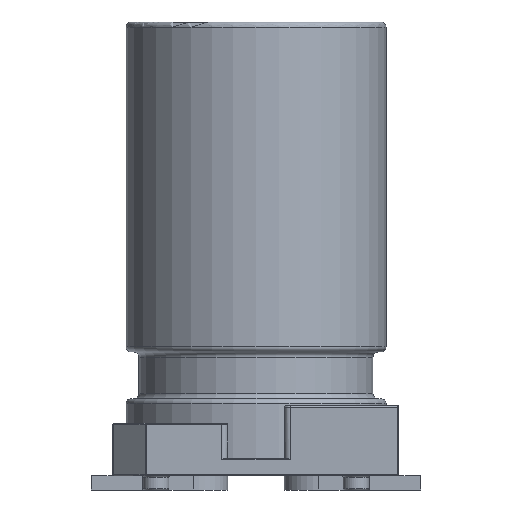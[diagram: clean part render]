
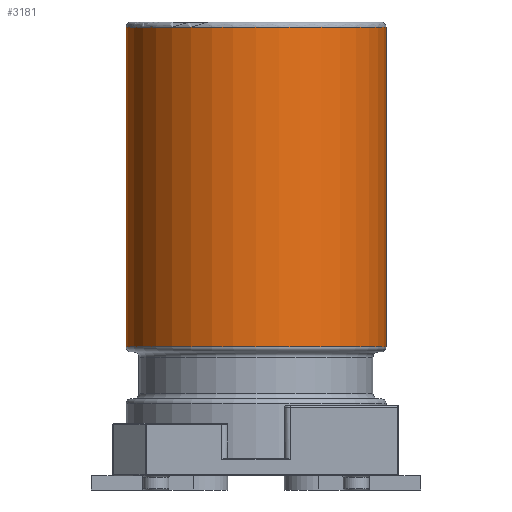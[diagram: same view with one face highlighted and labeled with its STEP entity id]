
A CAD part, front view. The second image highlights one B-rep face of the part: STEP entity #3181.
In plain terms, the highlighted cylindrical face has radius 1.5 mm (diameter 3 mm), a full revolution.
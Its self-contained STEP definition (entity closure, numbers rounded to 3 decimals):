
#260=CYLINDRICAL_SURFACE('',#3521,1.5);
#403=FACE_OUTER_BOUND('',#573,.T.);
#573=EDGE_LOOP('',(#2856,#2857,#2858,#2859,#2860,#2861));
#759=LINE('',#5908,#935);
#935=VECTOR('',#4322,1.5);
#1120=CIRCLE('',#3513,1.5);
#1121=CIRCLE('',#3514,1.5);
#1123=CIRCLE('',#3522,1.5);
#1124=CIRCLE('',#3523,1.5);
#1481=VERTEX_POINT('',#5895);
#1482=VERTEX_POINT('',#5897);
#1483=VERTEX_POINT('',#5907);
#1484=VERTEX_POINT('',#5909);
#1952=EDGE_CURVE('',#1481,#1482,#1120,.T.);
#1953=EDGE_CURVE('',#1482,#1481,#1121,.T.);
#1955=EDGE_CURVE('',#1482,#1483,#759,.T.);
#1956=EDGE_CURVE('',#1484,#1483,#1123,.T.);
#1957=EDGE_CURVE('',#1483,#1484,#1124,.T.);
#2856=ORIENTED_EDGE('',*,*,#1953,.F.);
#2857=ORIENTED_EDGE('',*,*,#1955,.T.);
#2858=ORIENTED_EDGE('',*,*,#1956,.F.);
#2859=ORIENTED_EDGE('',*,*,#1957,.F.);
#2860=ORIENTED_EDGE('',*,*,#1955,.F.);
#2861=ORIENTED_EDGE('',*,*,#1952,.F.);
#3181=ADVANCED_FACE('',(#403),#260,.T.);
#3513=AXIS2_PLACEMENT_3D('',#5898,#4304,#4305);
#3514=AXIS2_PLACEMENT_3D('',#5899,#4306,#4307);
#3521=AXIS2_PLACEMENT_3D('',#5906,#4320,#4321);
#3522=AXIS2_PLACEMENT_3D('',#5910,#4323,#4324);
#3523=AXIS2_PLACEMENT_3D('',#5911,#4325,#4326);
#4304=DIRECTION('center_axis',(0.,0.,1.));
#4305=DIRECTION('ref_axis',(0.,1.,0.));
#4306=DIRECTION('center_axis',(0.,0.,1.));
#4307=DIRECTION('ref_axis',(0.,1.,0.));
#4320=DIRECTION('center_axis',(0.,0.,1.));
#4321=DIRECTION('ref_axis',(0.,1.,0.));
#4322=DIRECTION('',(0.,0.,-1.));
#4323=DIRECTION('center_axis',(0.,0.,-1.));
#4324=DIRECTION('ref_axis',(0.,-1.,0.));
#4325=DIRECTION('center_axis',(0.,0.,-1.));
#4326=DIRECTION('ref_axis',(0.,-1.,0.));
#5895=CARTESIAN_POINT('',(0.,1.5,5.34));
#5897=CARTESIAN_POINT('',(0.,-1.5,5.34));
#5898=CARTESIAN_POINT('Origin',(0.,0.,5.34));
#5899=CARTESIAN_POINT('Origin',(0.,0.,5.34));
#5906=CARTESIAN_POINT('Origin',(0.,0.,0.365));
#5907=CARTESIAN_POINT('',(0.,-1.5,1.653));
#5908=CARTESIAN_POINT('',(0.,-1.5,0.365));
#5909=CARTESIAN_POINT('',(0.,1.5,1.653));
#5910=CARTESIAN_POINT('Origin',(0.,0.,1.653));
#5911=CARTESIAN_POINT('Origin',(0.,0.,1.653));
